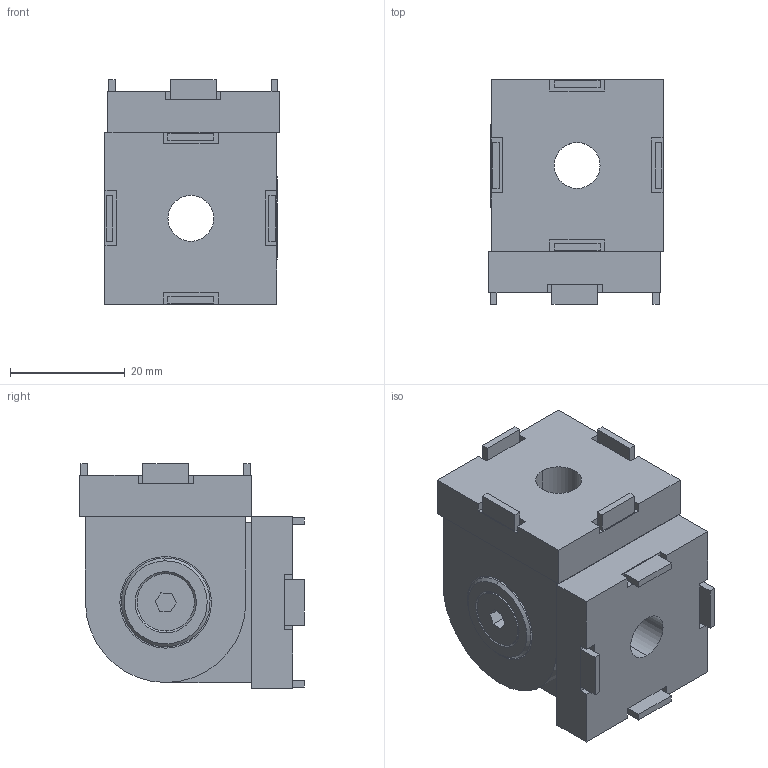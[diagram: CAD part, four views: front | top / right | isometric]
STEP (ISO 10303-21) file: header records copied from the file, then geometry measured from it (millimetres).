
FILE_DESCRIPTION (( 'STEP AP214' ), '1' );
FILE_NAME ('SNSD.30.51.80. Øàðíèðíûé ñîåäèíèòåëü 30õ30, ïàç 8(D13).STEP', '2014-12-23T07:53:26', ( 'XTreme.ws' ), ( 'XTreme.ws' ), 'SwSTEP 2.0', 'SolidWorks 2014', '' );
FILE_SCHEMA (( 'AUTOMOTIVE_DESIGN' ));
Length unit declared in the file: millimetre
Products named in the file (10): SNSD.30.51.80. 鎔艜(D13)_00; SNSD.30.51.80. Øàðíèðíûé ñîåäèíèòåëü 30õ30, ïàç 8(D13)_00; SNSD.30.51.80. 鎔艜(D13); SNSD.30.51.80. 鎗鵻罻(D13); SNSD.30.51.80. Øàðíèðíûé ñîåäèíèòåëü 30õ30, ïàç 8(D13); SNSD.30.51.80. 鎗鵻罻(D13)_00
Assembly tree (6 placements, depth 2):
  SNSD.30.51.80. 鎔艜(D13)
  SNSD.30.51.80. 鎗鵻罻(D13)
  SNSD.30.51.80. 鎔艜(D13)
  SNSD.30.51.80. Øàðíèðíûé ñîåäèíèòåëü 30õ30, ïàç 8(D13)
  SNSD.30.51.80. Øàðíèðíûé ñîåäèíèòåëü 30õ30, ïàç 8(D13)
Bounding box: 30.4 x 39.2 x 39.2 mm (x, y, z)
Volume: 22120 mm3; surface area: 14587.5 mm2
Topology: 8 solids, 8 shells, 230 faces, 566 edges, 368 vertices
Faces by surface type: plane 152, cylinder 48, cone 30
Entity records: 3692 total; most frequent: CARTESIAN_POINT 604, DIRECTION 595, ORIENTED_EDGE 566, EDGE_CURVE 283, LINE 213, VECTOR 213, AXIS2_PLACEMENT_3D 191, VERTEX_POINT 184
